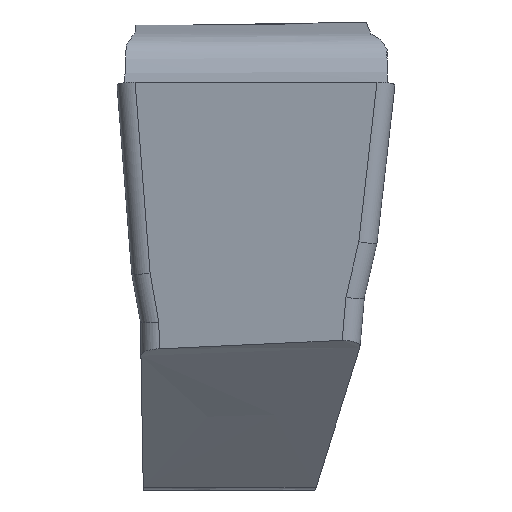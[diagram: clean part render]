
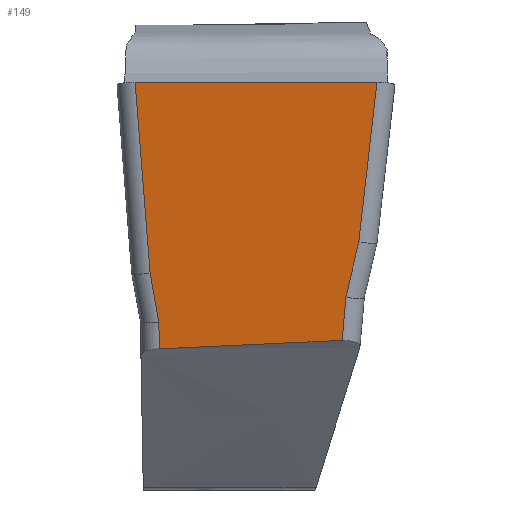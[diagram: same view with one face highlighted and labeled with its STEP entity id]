
A CAD part, front view. The second image highlights one B-rep face of the part: STEP entity #149.
In plain terms, the highlighted planar face has unit normal (0, -0.993, -0.122).
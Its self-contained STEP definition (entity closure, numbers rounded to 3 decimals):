
#64=PLANE('',#776);
#97=LINE('',#1947,#128);
#98=LINE('',#1949,#129);
#99=LINE('',#1951,#130);
#100=LINE('',#1952,#131);
#101=LINE('',#1954,#132);
#102=LINE('',#1956,#133);
#128=VECTOR('',#837,1.);
#129=VECTOR('',#838,1.);
#130=VECTOR('',#839,1.);
#131=VECTOR('',#840,1.);
#132=VECTOR('',#841,1.);
#133=VECTOR('',#842,1.);
#149=ADVANCED_FACE('PUNCH_FRONT_SUR',(#183),#64,.F.);
#183=FACE_OUTER_BOUND('',#212,.T.);
#212=EDGE_LOOP('',(#342,#343,#344,#345,#346,#347,#348,#349));
#342=ORIENTED_EDGE('',*,*,#641,.T.);
#343=ORIENTED_EDGE('',*,*,#642,.T.);
#344=ORIENTED_EDGE('',*,*,#643,.T.);
#345=ORIENTED_EDGE('',*,*,#644,.T.);
#346=ORIENTED_EDGE('',*,*,#573,.T.);
#347=ORIENTED_EDGE('',*,*,#645,.T.);
#348=ORIENTED_EDGE('',*,*,#646,.T.);
#349=ORIENTED_EDGE('',*,*,#647,.T.);
#483=VERTEX_POINT('',#1155);
#484=VERTEX_POINT('',#1166);
#546=VERTEX_POINT('',#1945);
#547=VERTEX_POINT('',#1946);
#548=VERTEX_POINT('',#1948);
#549=VERTEX_POINT('',#1950);
#550=VERTEX_POINT('',#1953);
#551=VERTEX_POINT('',#1955);
#573=EDGE_CURVE('',#484,#483,#698,.T.);
#641=EDGE_CURVE('',#546,#547,#741,.T.);
#642=EDGE_CURVE('',#547,#548,#97,.T.);
#643=EDGE_CURVE('',#548,#549,#98,.T.);
#644=EDGE_CURVE('',#549,#484,#99,.T.);
#645=EDGE_CURVE('',#483,#550,#100,.T.);
#646=EDGE_CURVE('',#550,#551,#101,.T.);
#647=EDGE_CURVE('',#551,#546,#102,.T.);
#698=B_SPLINE_CURVE_WITH_KNOTS('',3,(#1156,#1157,#1158,#1159,#1160,#1161,
#1162,#1163,#1164,#1165),.UNSPECIFIED.,.F.,.F.,(4,3,3,4),(0.,0.254,
0.59,1.),.UNSPECIFIED.);
#741=B_SPLINE_CURVE_WITH_KNOTS('',3,(#1935,#1936,#1937,#1938,#1939,#1940,
#1941,#1942,#1943,#1944),.UNSPECIFIED.,.F.,.F.,(4,3,3,4),(0.,0.229,
0.559,1.),.UNSPECIFIED.);
#776=AXIS2_PLACEMENT_3D('',#1957,#843,#844);
#837=DIRECTION('',(0.087,-0.121,0.989));
#838=DIRECTION('',(0.224,-0.119,0.967));
#839=DIRECTION('',(0.112,-0.121,0.986));
#840=DIRECTION('',(0.078,0.122,-0.99));
#841=DIRECTION('',(0.174,0.12,-0.977));
#842=DIRECTION('',(0.017,0.122,-0.992));
#843=DIRECTION('',(0.,0.993,0.122));
#844=DIRECTION('',(0.,-0.122,0.993));
#1155=CARTESIAN_POINT('',(-1.304,-3.75,0.));
#1156=CARTESIAN_POINT('',(1.305,-3.75,0.));
#1157=CARTESIAN_POINT('',(1.084,-3.75,0.));
#1158=CARTESIAN_POINT('',(0.863,-3.75,0.));
#1159=CARTESIAN_POINT('',(0.641,-3.75,0.));
#1160=CARTESIAN_POINT('',(0.349,-3.75,0.));
#1161=CARTESIAN_POINT('',(0.057,-3.75,0.));
#1162=CARTESIAN_POINT('',(-0.235,-3.75,0.));
#1163=CARTESIAN_POINT('',(-0.591,-3.75,0.));
#1164=CARTESIAN_POINT('',(-0.948,-3.75,0.));
#1165=CARTESIAN_POINT('',(-1.304,-3.75,0.));
#1166=CARTESIAN_POINT('',(1.305,-3.75,0.));
#1935=CARTESIAN_POINT('',(-1.043,-3.397,-2.877));
#1936=CARTESIAN_POINT('',(-0.892,-3.397,-2.874));
#1937=CARTESIAN_POINT('',(-0.741,-3.398,-2.868));
#1938=CARTESIAN_POINT('',(-0.591,-3.399,-2.861));
#1939=CARTESIAN_POINT('',(-0.374,-3.4,-2.851));
#1940=CARTESIAN_POINT('',(-0.157,-3.402,-2.838));
#1941=CARTESIAN_POINT('',(0.059,-3.403,-2.825));
#1942=CARTESIAN_POINT('',(0.349,-3.405,-2.808));
#1943=CARTESIAN_POINT('',(0.639,-3.407,-2.791));
#1944=CARTESIAN_POINT('',(0.93,-3.408,-2.786));
#1945=CARTESIAN_POINT('',(-1.043,-3.397,-2.877));
#1946=CARTESIAN_POINT('',(0.93,-3.408,-2.786));
#1947=CARTESIAN_POINT('',(0.977,-3.474,-2.251));
#1948=CARTESIAN_POINT('',(0.971,-3.465,-2.32));
#1949=CARTESIAN_POINT('',(1.129,-3.549,-1.638));
#1950=CARTESIAN_POINT('',(1.109,-3.539,-1.722));
#1951=CARTESIAN_POINT('',(1.289,-3.732,-0.144));
#1952=CARTESIAN_POINT('',(-1.296,-3.738,-0.1));
#1953=CARTESIAN_POINT('',(-1.142,-3.497,-2.061));
#1954=CARTESIAN_POINT('',(-1.045,-3.43,-2.604));
#1955=CARTESIAN_POINT('',(-1.048,-3.432,-2.59));
#1956=CARTESIAN_POINT('',(-1.093,-3.748,-0.019));
#1957=CARTESIAN_POINT('',(0.001,-3.75,0.));
